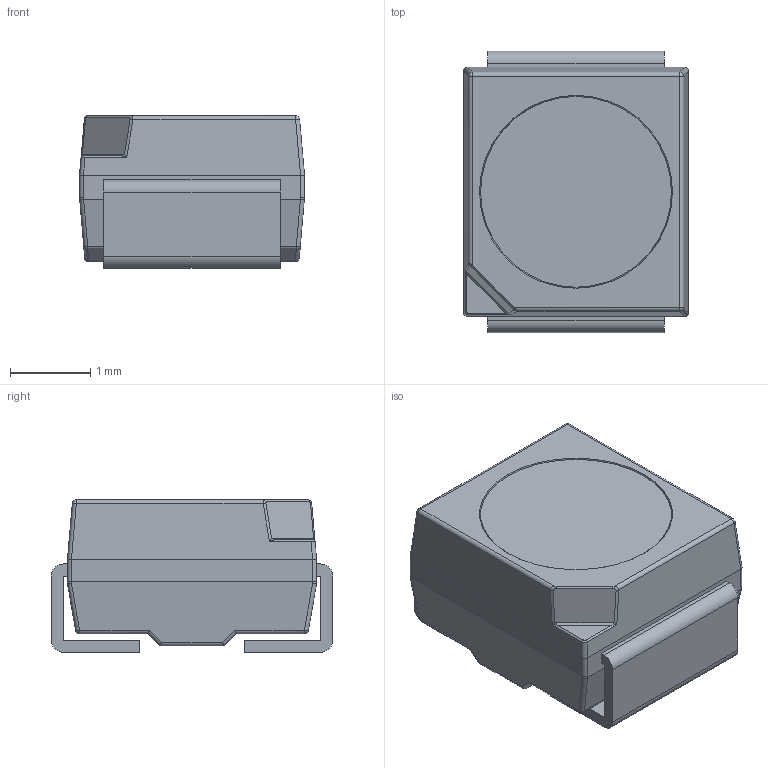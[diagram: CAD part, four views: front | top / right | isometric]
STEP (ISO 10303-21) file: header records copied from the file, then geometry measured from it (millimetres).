
FILE_DESCRIPTION(/* description */ ('model of PLCC-2'),/* implementation_level */ '2;1');
FILE_NAME(/* name */ 'PLCC-2.stp',/* time_stamp */ '2015-12-05T23:26:15',/* author */ ('Joan The Spark',''),/* organization */ (''),/* preprocessor_version */ '',/* originating_system */ '',/* authorisation */ '');
FILE_SCHEMA (('AUTOMOTIVE_DESIGN { 1 0 10303 214 3 1 1 }'));
Length unit declared in the file: millimetre
Products named in the file (1): PLCC-2
Bounding box: 2.8 x 3.5 x 1.9 mm (x, y, z)
Volume: 13.4 mm3; surface area: 69.1 mm2
Topology: 2 solids, 2 shells, 128 faces, 323 edges, 203 vertices
Faces by surface type: plane 72, cylinder 38, bspline 9, sphere 7, cone 2
Entity records: 4083 total; most frequent: CARTESIAN_POINT 882, ORIENTED_EDGE 640, DIRECTION 612, EDGE_CURVE 320, LINE 224, VECTOR 224, VERTEX_POINT 202, AXIS2_PLACEMENT_3D 194
